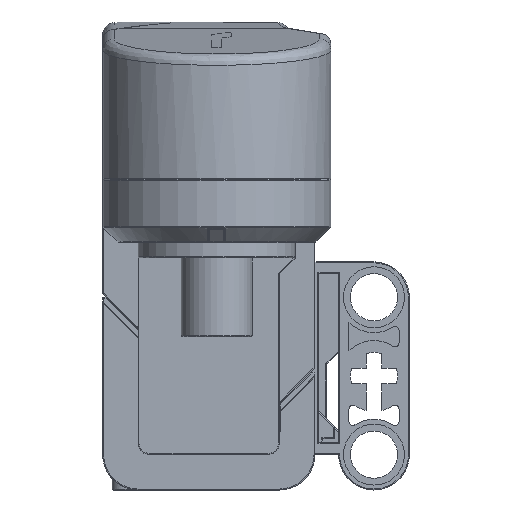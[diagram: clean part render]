
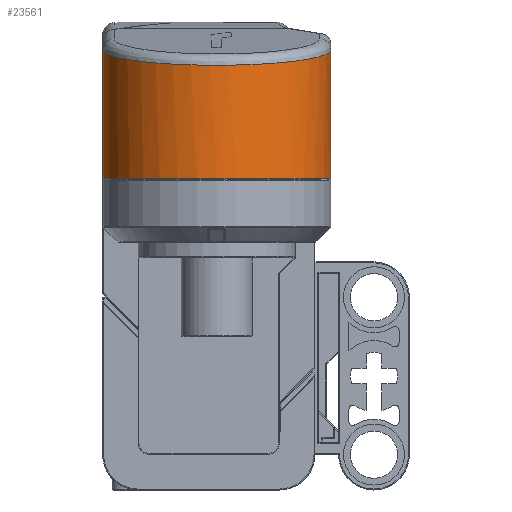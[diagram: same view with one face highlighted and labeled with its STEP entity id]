
A CAD part, left-side view. The second image highlights one B-rep face of the part: STEP entity #23561.
In plain terms, the highlighted cylindrical face has radius 11.6 mm (diameter 23.2 mm), a partial arc.
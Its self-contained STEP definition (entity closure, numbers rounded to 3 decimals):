
#828=ELLIPSE('',#26275,11.702,11.6);
#2555=FACE_OUTER_BOUND('',#4066,.T.);
#4066=EDGE_LOOP('',(#20473,#20474,#20475,#20476));
#5930=LINE('',#41470,#7858);
#5932=LINE('',#41474,#7860);
#7858=VECTOR('',#33264,13.038);
#7860=VECTOR('',#33268,13.038);
#9135=CIRCLE('',#26258,11.6);
#10968=VERTEX_POINT('',#41288);
#10986=VERTEX_POINT('',#41397);
#10994=VERTEX_POINT('',#41469);
#10995=VERTEX_POINT('',#41473);
#14224=EDGE_CURVE('',#10986,#10968,#9135,.T.);
#14243=EDGE_CURVE('',#10994,#10968,#5930,.T.);
#14245=EDGE_CURVE('',#10986,#10995,#5932,.T.);
#14246=EDGE_CURVE('',#10994,#10995,#828,.T.);
#20473=ORIENTED_EDGE('',*,*,#14224,.F.);
#20474=ORIENTED_EDGE('',*,*,#14245,.T.);
#20475=ORIENTED_EDGE('',*,*,#14246,.F.);
#20476=ORIENTED_EDGE('',*,*,#14243,.T.);
#22222=CYLINDRICAL_SURFACE('',#26274,11.6);
#23561=ADVANCED_FACE('',(#2555),#22222,.T.);
#26258=AXIS2_PLACEMENT_3D('',#41399,#33221,#33222);
#26274=AXIS2_PLACEMENT_3D('',#41472,#33266,#33267);
#26275=AXIS2_PLACEMENT_3D('',#41475,#33269,#33270);
#33221=DIRECTION('center_axis',(0.,0.,-1.));
#33222=DIRECTION('ref_axis',(-1.,0.,0.));
#33264=DIRECTION('',(0.,0.,-1.));
#33266=DIRECTION('center_axis',(0.,0.,1.));
#33267=DIRECTION('ref_axis',(0.,1.,0.));
#33268=DIRECTION('',(0.,0.,1.));
#33269=DIRECTION('center_axis',(-0.132,0.,
0.991));
#33270=DIRECTION('ref_axis',(-0.991,0.,-0.132));
#41288=CARTESIAN_POINT('',(-16.,11.6,0.1));
#41397=CARTESIAN_POINT('',(-16.,-11.6,0.1));
#41399=CARTESIAN_POINT('Origin',(-16.,0.,0.1));
#41469=CARTESIAN_POINT('',(-16.,11.6,13.138));
#41470=CARTESIAN_POINT('',(-16.,11.6,0.));
#41472=CARTESIAN_POINT('Origin',(-16.,0.,0.));
#41473=CARTESIAN_POINT('',(-16.,-11.6,13.138));
#41474=CARTESIAN_POINT('',(-16.,-11.6,0.));
#41475=CARTESIAN_POINT('Origin',(-16.,0.,13.138));
